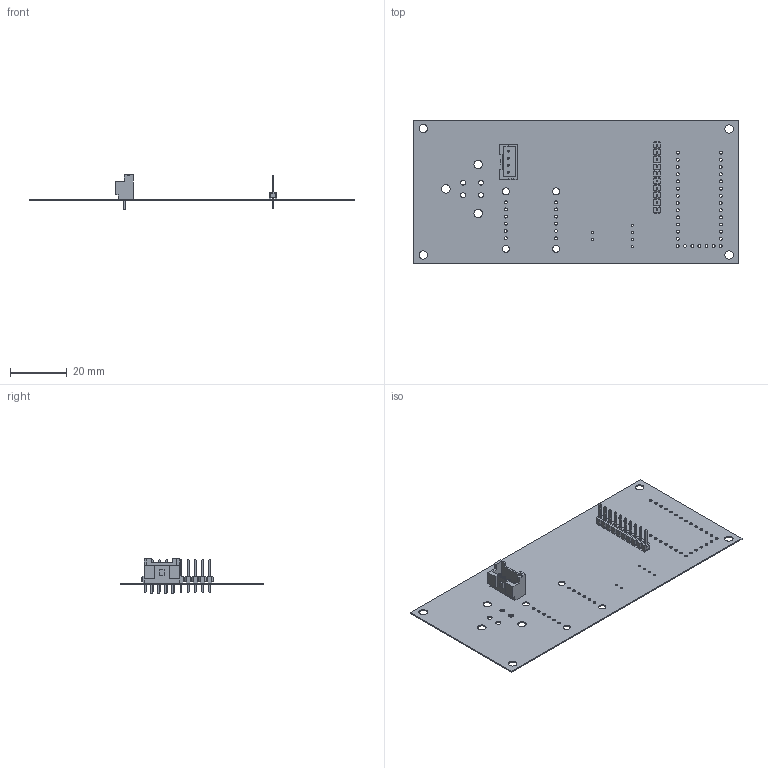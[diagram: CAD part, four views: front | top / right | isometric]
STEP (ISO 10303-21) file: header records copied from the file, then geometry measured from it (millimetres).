
FILE_DESCRIPTION(('Open CASCADE Model'),'2;1');
FILE_NAME('Open CASCADE Shape Model','2025-02-07T17:10:08',('Author'),( 'Open CASCADE'),'Open CASCADE STEP processor 7.5','Open CASCADE 7.5' ,'Unknown');
FILE_SCHEMA(('AUTOMOTIVE_DESIGN { 1 0 10303 214 1 1 1 1 }'));
Length unit declared in the file: millimetre
Products named in the file (13): PCB; Board; Open CASCADE STEP translator 7.5 5.1.1; GPS; Conn_Harwin_M20-9771046_eec; m20-9771046_asm; M20-977-MOULD; M20-977-PIN; Harwin; VReg; Conn_JST_B04B-XASK-1_LF_SN_eec; plastic; pins
Assembly tree (21 placements, depth 5):
  PCB
    Board
      Open CASCADE STEP translator 7.5 5.1.1
    GPS
      Conn_Harwin_M20-9771046_eec
        m20-9771046_asm
          M20-977-MOULD
          M20-977-PIN  x10
          Harwin
    VReg
      Conn_JST_B04B-XASK-1_LF_SN_eec
        plastic
        pins
Bounding box: 115.19 x 50.93 x 12.2 mm (x, y, z)
Volume: 2839 mm3; surface area: 13048.2 mm2
Topology: 25 solids, 25 shells, 610 faces, 1521 edges, 962 vertices
Faces by surface type: plane 514, cylinder 96
Full cylindrical faces by diameter (mm): 0.6 x4, 0.762 x6, 0.9 x4, 1 x12, 1.02 x43, 1.76 x4, 2.5 x4, 2.99 x3, 3 x4
Entity records: 17899 total; most frequent: CARTESIAN_POINT 2597, ORIENTED_EDGE 2538, DIRECTION 2469, EDGE_CURVE 1269, LINE 1073, VECTOR 1073, VERTEX_POINT 818, AXIS2_PLACEMENT_3D 698
